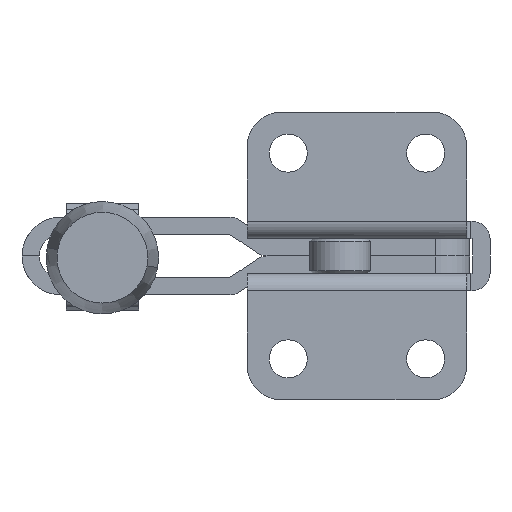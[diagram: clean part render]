
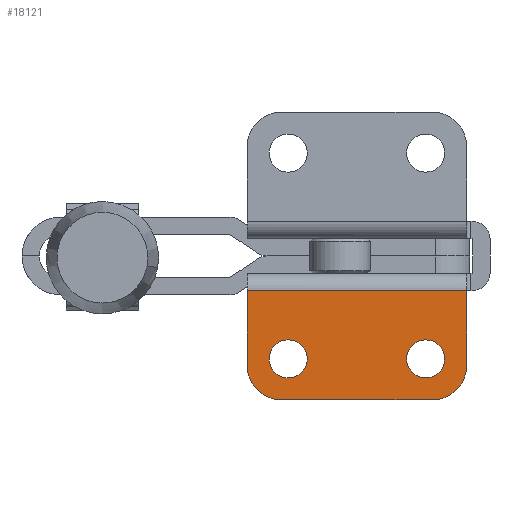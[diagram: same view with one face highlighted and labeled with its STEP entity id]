
A CAD part, front view. The second image highlights one B-rep face of the part: STEP entity #18121.
In plain terms, the highlighted planar face has unit normal (0, -1, 0).
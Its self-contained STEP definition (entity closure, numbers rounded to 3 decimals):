
#699 = DIRECTION ( 'NONE',  ( -1., 0., 0. ) ) ;
#700 = DIRECTION ( 'NONE',  ( 0., -1., 0. ) ) ;
#701 = AXIS2_PLACEMENT_3D ( 'NONE', #707, #700, #699 ) ;
#702 = CIRCLE ( 'NONE', #701, 2.2 ) ;
#703 = DIRECTION ( 'NONE',  ( -1., 0., 0. ) ) ;
#704 = DIRECTION ( 'NONE',  ( 0., -1., 0. ) ) ;
#705 = CARTESIAN_POINT ( 'NONE',  ( -20.65, 0., -7.9 ) ) ;
#706 = AXIS2_PLACEMENT_3D ( 'NONE', #705, #704, #703 ) ;
#707 = CARTESIAN_POINT ( 'NONE',  ( -4.75, 0., -7.9 ) ) ;
#713 = CIRCLE ( 'NONE', #706, 2.2 ) ;
#722 = DIRECTION ( 'NONE',  ( -1., 0., 0. ) ) ;
#723 = DIRECTION ( 'NONE',  ( 0., 1., 0. ) ) ;
#724 = CARTESIAN_POINT ( 'NONE',  ( 0., 0., 8. ) ) ;
#725 = AXIS2_PLACEMENT_3D ( 'NONE', #724, #723, #722 ) ;
#745 = PLANE ( 'NONE',  #725 ) ;
#746 = FACE_BOUND ( 'NONE', #18135, .T. ) ;
#747 = FACE_BOUND ( 'NONE', #18353, .T. ) ;
#748 = FACE_OUTER_BOUND ( 'NONE', #18122, .T. ) ;
#777 = CARTESIAN_POINT ( 'NONE',  ( -25.4, 0., -8.65 ) ) ;
#901 = DIRECTION ( 'NONE',  ( -1., 0., 0. ) ) ;
#902 = DIRECTION ( 'NONE',  ( 0., -1., 0. ) ) ;
#903 = CARTESIAN_POINT ( 'NONE',  ( -20.65, 0., -7.9 ) ) ;
#904 = AXIS2_PLACEMENT_3D ( 'NONE', #903, #902, #901 ) ;
#905 = CIRCLE ( 'NONE', #904, 2.2 ) ;
#913 = DIRECTION ( 'NONE',  ( 0., 0., -1. ) ) ;
#914 = VECTOR ( 'NONE', #913, 1000. ) ;
#915 = CARTESIAN_POINT ( 'NONE',  ( 0., 0., 8. ) ) ;
#916 = LINE ( 'NONE', #915, #914 ) ;
#917 = CARTESIAN_POINT ( 'NONE',  ( 0., 0., 0. ) ) ;
#1041 = CARTESIAN_POINT ( 'NONE',  ( -20.65, 0., -5.7 ) ) ;
#1076 = CARTESIAN_POINT ( 'NONE',  ( -4.75, 0., -5.7 ) ) ;
#1077 = CARTESIAN_POINT ( 'NONE',  ( -4.75, 0., -10.1 ) ) ;
#1078 = CARTESIAN_POINT ( 'NONE',  ( -25.4, 0., 0. ) ) ;
#1083 = CARTESIAN_POINT ( 'NONE',  ( -20.65, 0., -10.1 ) ) ;
#1093 = CARTESIAN_POINT ( 'NONE',  ( 0., 0., -8.65 ) ) ;
#1098 = DIRECTION ( 'NONE',  ( -1., 0., 0. ) ) ;
#1099 = DIRECTION ( 'NONE',  ( 0., -1., 0. ) ) ;
#1100 = CARTESIAN_POINT ( 'NONE',  ( -4.75, 0., -7.9 ) ) ;
#1101 = AXIS2_PLACEMENT_3D ( 'NONE', #1100, #1099, #1098 ) ;
#1102 = CIRCLE ( 'NONE', #1101, 2.2 ) ;
#1150 = DIRECTION ( 'NONE',  ( -1., 0., 0. ) ) ;
#1151 = DIRECTION ( 'NONE',  ( 0., 1., 0. ) ) ;
#1152 = CARTESIAN_POINT ( 'NONE',  ( -4., 0., -8.65 ) ) ;
#1153 = AXIS2_PLACEMENT_3D ( 'NONE', #1152, #1151, #1150 ) ;
#1154 = CIRCLE ( 'NONE', #1153, 4. ) ;
#1182 = CARTESIAN_POINT ( 'NONE',  ( -4., 0., -12.65 ) ) ;
#1183 = DIRECTION ( 'NONE',  ( 1., 0., 0. ) ) ;
#1184 = VECTOR ( 'NONE', #1183, 1000. ) ;
#1185 = CARTESIAN_POINT ( 'NONE',  ( 0., 0., -12.65 ) ) ;
#1186 = LINE ( 'NONE', #1185, #1184 ) ;
#1187 = CARTESIAN_POINT ( 'NONE',  ( -21.4, 0., -12.65 ) ) ;
#1188 = DIRECTION ( 'NONE',  ( -1., 0., 0. ) ) ;
#1189 = DIRECTION ( 'NONE',  ( 0., 1., 0. ) ) ;
#1190 = CARTESIAN_POINT ( 'NONE',  ( -21.4, 0., -8.65 ) ) ;
#1191 = AXIS2_PLACEMENT_3D ( 'NONE', #1190, #1189, #1188 ) ;
#1192 = CIRCLE ( 'NONE', #1191, 4. ) ;
#1193 = DIRECTION ( 'NONE',  ( -1., 0., 0. ) ) ;
#1194 = VECTOR ( 'NONE', #1193, 1000. ) ;
#1195 = CARTESIAN_POINT ( 'NONE',  ( 0., 0., 0. ) ) ;
#1196 = LINE ( 'NONE', #1195, #1194 ) ;
#1203 = DIRECTION ( 'NONE',  ( 0., 0., -1. ) ) ;
#1204 = VECTOR ( 'NONE', #1203, 1000. ) ;
#1205 = CARTESIAN_POINT ( 'NONE',  ( -25.4, 0., 8. ) ) ;
#1206 = LINE ( 'NONE', #1205, #1204 ) ;
#18106 = VERTEX_POINT ( 'NONE', #777 ) ;
#18121 = ADVANCED_FACE ( 'NONE', ( #748, #747, #746 ), #745, .F. ) ;
#18122 = EDGE_LOOP ( 'NONE', ( #18123, #18342, #18344, #18345, #18348, #18351 ) ) ;
#18123 = ORIENTED_EDGE ( 'NONE', *, *, #18294, .F. ) ;
#18132 = ORIENTED_EDGE ( 'NONE', *, *, #18213, .F. ) ;
#18133 = ORIENTED_EDGE ( 'NONE', *, *, #18134, .F. ) ;
#18134 = EDGE_CURVE ( 'NONE', #18225, #18389, #713, .T. ) ;
#18135 = EDGE_LOOP ( 'NONE', ( #18136, #18137 ) ) ;
#18136 = ORIENTED_EDGE ( 'NONE', *, *, #18396, .F. ) ;
#18137 = ORIENTED_EDGE ( 'NONE', *, *, #18138, .F. ) ;
#18138 = EDGE_CURVE ( 'NONE', #18315, #18314, #702, .T. ) ;
#18213 = EDGE_CURVE ( 'NONE', #18389, #18225, #905, .T. ) ;
#18225 = VERTEX_POINT ( 'NONE', #1041 ) ;
#18292 = VERTEX_POINT ( 'NONE', #917 ) ;
#18294 = EDGE_CURVE ( 'NONE', #18292, #18295, #916, .T. ) ;
#18295 = VERTEX_POINT ( 'NONE', #1093 ) ;
#18312 = EDGE_CURVE ( 'NONE', #18313, #18106, #1206, .T. ) ;
#18313 = VERTEX_POINT ( 'NONE', #1078 ) ;
#18314 = VERTEX_POINT ( 'NONE', #1077 ) ;
#18315 = VERTEX_POINT ( 'NONE', #1076 ) ;
#18342 = ORIENTED_EDGE ( 'NONE', *, *, #18343, .T. ) ;
#18343 = EDGE_CURVE ( 'NONE', #18292, #18313, #1196, .T. ) ;
#18344 = ORIENTED_EDGE ( 'NONE', *, *, #18312, .T. ) ;
#18345 = ORIENTED_EDGE ( 'NONE', *, *, #18346, .F. ) ;
#18346 = EDGE_CURVE ( 'NONE', #18347, #18106, #1192, .T. ) ;
#18347 = VERTEX_POINT ( 'NONE', #1187 ) ;
#18348 = ORIENTED_EDGE ( 'NONE', *, *, #18349, .T. ) ;
#18349 = EDGE_CURVE ( 'NONE', #18347, #18350, #1186, .T. ) ;
#18350 = VERTEX_POINT ( 'NONE', #1182 ) ;
#18351 = ORIENTED_EDGE ( 'NONE', *, *, #18352, .F. ) ;
#18352 = EDGE_CURVE ( 'NONE', #18295, #18350, #1154, .T. ) ;
#18353 = EDGE_LOOP ( 'NONE', ( #18132, #18133 ) ) ;
#18389 = VERTEX_POINT ( 'NONE', #1083 ) ;
#18396 = EDGE_CURVE ( 'NONE', #18314, #18315, #1102, .T. ) ;
